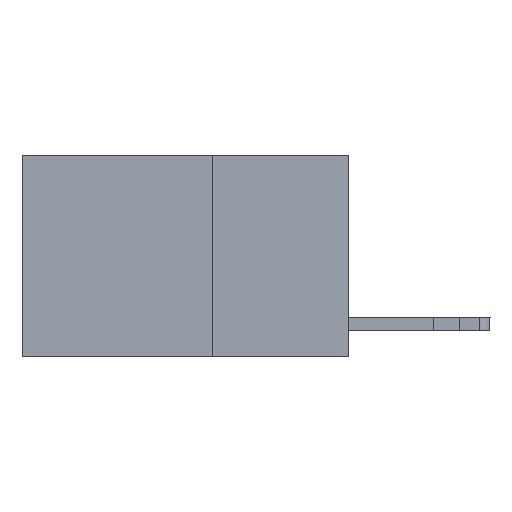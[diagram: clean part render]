
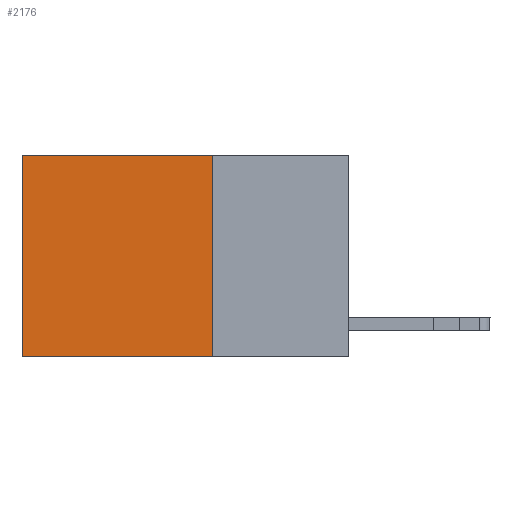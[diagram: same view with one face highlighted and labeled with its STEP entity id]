
A CAD part, left-side view. The second image highlights one B-rep face of the part: STEP entity #2176.
In plain terms, the highlighted planar face has unit normal (-1, 0, 0).
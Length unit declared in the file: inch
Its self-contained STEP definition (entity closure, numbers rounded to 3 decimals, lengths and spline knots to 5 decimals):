
#1850 = AXIS2_PLACEMENT_3D ( 'NONE', #11766, #3122, #17368 ) ;
#2176 = ADVANCED_FACE ( 'NONE', ( #2936 ), #15697, .F. ) ;
#2472 = ORIENTED_EDGE ( 'NONE', *, *, #7010, .T. ) ;
#2936 = FACE_OUTER_BOUND ( 'NONE', #15121, .T. ) ;
#3043 = CARTESIAN_POINT ( 'NONE',  ( 0.2625, 0.25, 0. ) ) ;
#3122 = DIRECTION ( 'NONE',  ( 1., 0., 0. ) ) ;
#3504 = LINE ( 'NONE', #17838, #6402 ) ;
#4416 = CARTESIAN_POINT ( 'NONE',  ( 0.2625, 0.25, -0.37 ) ) ;
#4890 = DIRECTION ( 'NONE',  ( 0., 0., -1. ) ) ;
#5104 = EDGE_CURVE ( 'NONE', #16506, #14794, #14518, .T. ) ;
#6402 = VECTOR ( 'NONE', #14963, 39.37008 ) ;
#7010 = EDGE_CURVE ( 'NONE', #9355, #16506, #7362, .T. ) ;
#7197 = CARTESIAN_POINT ( 'NONE',  ( 0.2625, 0.6, -0.37 ) ) ;
#7362 = LINE ( 'NONE', #3043, #11128 ) ;
#7451 = LINE ( 'NONE', #17465, #14270 ) ;
#7488 = VERTEX_POINT ( 'NONE', #4416 ) ;
#9355 = VERTEX_POINT ( 'NONE', #11825 ) ;
#9713 = ORIENTED_EDGE ( 'NONE', *, *, #17825, .F. ) ;
#9925 = ORIENTED_EDGE ( 'NONE', *, *, #10510, .F. ) ;
#10510 = EDGE_CURVE ( 'NONE', #7488, #14794, #3504, .T. ) ;
#11128 = VECTOR ( 'NONE', #12778, 39.37008 ) ;
#11766 = CARTESIAN_POINT ( 'NONE',  ( 0.2625, 0.25, 0. ) ) ;
#11791 = DIRECTION ( 'NONE',  ( 0., 0., -1. ) ) ;
#11825 = CARTESIAN_POINT ( 'NONE',  ( 0.2625, 0.25, 0. ) ) ;
#12768 = ORIENTED_EDGE ( 'NONE', *, *, #5104, .T. ) ;
#12778 = DIRECTION ( 'NONE',  ( 0., 1., 0. ) ) ;
#13208 = CARTESIAN_POINT ( 'NONE',  ( 0.2625, 0.6, 0. ) ) ;
#14270 = VECTOR ( 'NONE', #4890, 39.37008 ) ;
#14518 = LINE ( 'NONE', #14615, #16552 ) ;
#14615 = CARTESIAN_POINT ( 'NONE',  ( 0.2625, 0.6, 0. ) ) ;
#14794 = VERTEX_POINT ( 'NONE', #7197 ) ;
#14963 = DIRECTION ( 'NONE',  ( 0., 1., 0. ) ) ;
#15121 = EDGE_LOOP ( 'NONE', ( #12768, #9925, #9713, #2472 ) ) ;
#15697 = PLANE ( 'NONE',  #1850 ) ;
#16506 = VERTEX_POINT ( 'NONE', #13208 ) ;
#16552 = VECTOR ( 'NONE', #11791, 39.37008 ) ;
#17368 = DIRECTION ( 'NONE',  ( 0., 0., -1. ) ) ;
#17465 = CARTESIAN_POINT ( 'NONE',  ( 0.2625, 0.25, 0. ) ) ;
#17825 = EDGE_CURVE ( 'NONE', #9355, #7488, #7451, .T. ) ;
#17838 = CARTESIAN_POINT ( 'NONE',  ( 0.2625, 0.25, -0.37 ) ) ;
